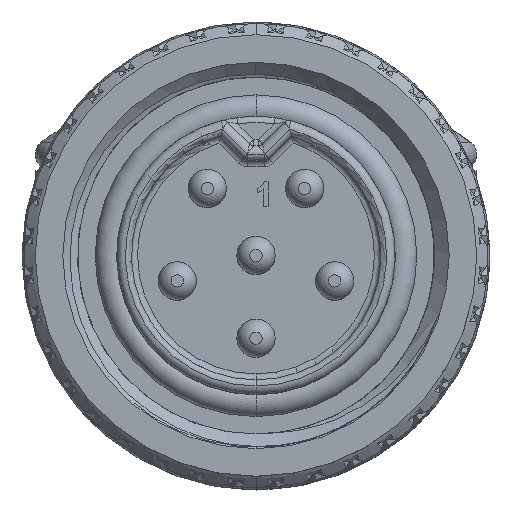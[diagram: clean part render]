
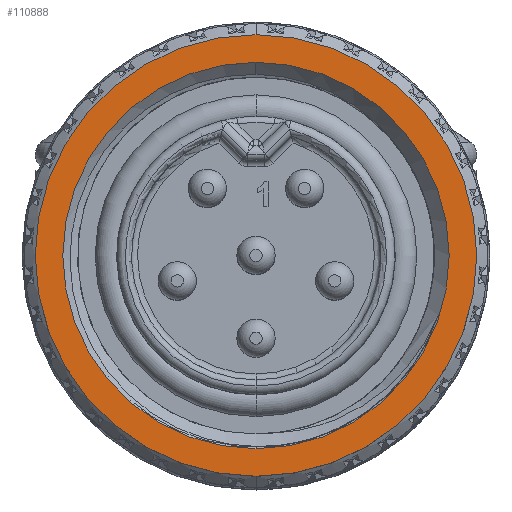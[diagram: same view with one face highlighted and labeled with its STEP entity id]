
A CAD part, top view. The second image highlights one B-rep face of the part: STEP entity #110888.
In plain terms, the highlighted planar face has unit normal (0, 0, 1).
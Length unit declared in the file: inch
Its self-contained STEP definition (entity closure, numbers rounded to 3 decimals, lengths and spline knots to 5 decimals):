
#5379 = EDGE_CURVE ( 'NONE', #82804, #82640, #82230, .T. ) ;
#8119 = CARTESIAN_POINT ( 'NONE',  ( 0., -0.36, 0.868 ) ) ;
#8293 = DIRECTION ( 'NONE',  ( 0., -1., 0. ) ) ;
#8347 = CIRCLE ( 'NONE', #29281, 0.36 ) ;
#13265 = CARTESIAN_POINT ( 'NONE',  ( 0., 0., 0.868 ) ) ;
#15871 = CARTESIAN_POINT ( 'NONE',  ( 0., 0., 0.868 ) ) ;
#18645 = FACE_OUTER_BOUND ( 'NONE', #96646, .T. ) ;
#18877 = ORIENTED_EDGE ( 'NONE', *, *, #94613, .T. ) ;
#22262 = DIRECTION ( 'NONE',  ( 0., -1., 0. ) ) ;
#23146 = EDGE_LOOP ( 'NONE', ( #18877, #101204 ) ) ;
#24843 = DIRECTION ( 'NONE',  ( 0., -1., 0. ) ) ;
#29281 = AXIS2_PLACEMENT_3D ( 'NONE', #96658, #42947, #105705 ) ;
#30244 = ORIENTED_EDGE ( 'NONE', *, *, #78701, .F. ) ;
#33342 = CARTESIAN_POINT ( 'NONE',  ( 0., -0.315, 0.868 ) ) ;
#39569 = FACE_BOUND ( 'NONE', #23146, .T. ) ;
#42331 = DIRECTION ( 'NONE',  ( 0., 0., 1. ) ) ;
#42947 = DIRECTION ( 'NONE',  ( 0., 0., -1. ) ) ;
#44848 = AXIS2_PLACEMENT_3D ( 'NONE', #15871, #78569, #24843 ) ;
#45332 = AXIS2_PLACEMENT_3D ( 'NONE', #115754, #62005, #8293 ) ;
#46410 = ORIENTED_EDGE ( 'NONE', *, *, #66152, .F. ) ;
#50507 = CARTESIAN_POINT ( 'NONE',  ( 0., 0.36, 0.868 ) ) ;
#50937 = PLANE ( 'NONE',  #76265 ) ;
#61348 = CARTESIAN_POINT ( 'NONE',  ( 0., -0.315, 0.868 ) ) ;
#62005 = DIRECTION ( 'NONE',  ( 0., 0., -1. ) ) ;
#66152 = EDGE_CURVE ( 'NONE', #71373, #83999, #8347, .T. ) ;
#71373 = VERTEX_POINT ( 'NONE', #50507 ) ;
#73163 = CIRCLE ( 'NONE', #113266, 0.36 ) ;
#75721 = CARTESIAN_POINT ( 'NONE',  ( 0., 0.315, 0.868 ) ) ;
#75961 = DIRECTION ( 'NONE',  ( 0., 0., -1. ) ) ;
#76265 = AXIS2_PLACEMENT_3D ( 'NONE', #33342, #42331, #105084 ) ;
#78569 = DIRECTION ( 'NONE',  ( 0., 0., -1. ) ) ;
#78701 = EDGE_CURVE ( 'NONE', #83999, #71373, #73163, .T. ) ;
#82230 = CIRCLE ( 'NONE', #44848, 0.315 ) ;
#82640 = VERTEX_POINT ( 'NONE', #61348 ) ;
#82804 = VERTEX_POINT ( 'NONE', #75721 ) ;
#83999 = VERTEX_POINT ( 'NONE', #8119 ) ;
#94613 = EDGE_CURVE ( 'NONE', #82640, #82804, #108948, .T. ) ;
#96646 = EDGE_LOOP ( 'NONE', ( #30244, #46410 ) ) ;
#96658 = CARTESIAN_POINT ( 'NONE',  ( 0., 0., 0.868 ) ) ;
#101204 = ORIENTED_EDGE ( 'NONE', *, *, #5379, .T. ) ;
#105084 = DIRECTION ( 'NONE',  ( 0., -1., 0. ) ) ;
#105705 = DIRECTION ( 'NONE',  ( 0., -1., 0. ) ) ;
#108948 = CIRCLE ( 'NONE', #45332, 0.315 ) ;
#110888 = ADVANCED_FACE ( 'NONE', ( #18645, #39569 ), #50937, .T. ) ;
#113266 = AXIS2_PLACEMENT_3D ( 'NONE', #13265, #75961, #22262 ) ;
#115754 = CARTESIAN_POINT ( 'NONE',  ( 0., 0., 0.868 ) ) ;
